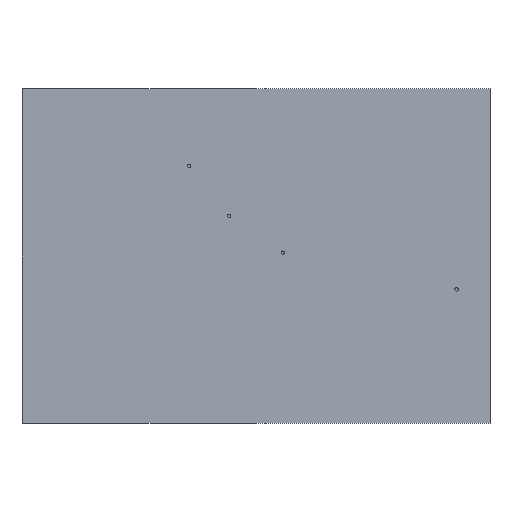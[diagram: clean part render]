
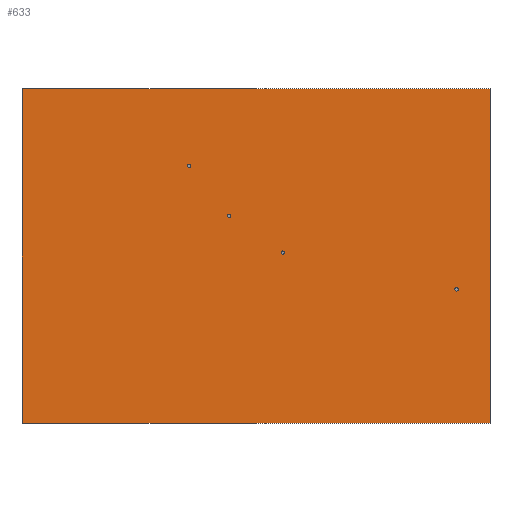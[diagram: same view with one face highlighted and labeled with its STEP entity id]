
A CAD part, front view. The second image highlights one B-rep face of the part: STEP entity #633.
In plain terms, the highlighted planar face has unit normal (0, -1, 0).
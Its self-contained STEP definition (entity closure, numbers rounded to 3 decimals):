
#47=FACE_BOUND('',#106,.T.);
#48=FACE_BOUND('',#107,.T.);
#49=FACE_BOUND('',#108,.T.);
#50=FACE_BOUND('',#109,.T.);
#55=PLANE('',#747);
#69=FACE_OUTER_BOUND('',#105,.T.);
#105=EDGE_LOOP('',(#439,#440,#441,#442));
#106=EDGE_LOOP('',(#443));
#107=EDGE_LOOP('',(#444));
#108=EDGE_LOOP('',(#445));
#109=EDGE_LOOP('',(#446));
#149=LINE('',#1094,#187);
#150=LINE('',#1096,#188);
#151=LINE('',#1098,#189);
#152=LINE('',#1099,#190);
#187=VECTOR('',#865,10.);
#188=VECTOR('',#866,10.);
#189=VECTOR('',#867,10.);
#190=VECTOR('',#868,10.);
#221=CIRCLE('',#736,2.5);
#223=CIRCLE('',#739,2.5);
#225=CIRCLE('',#742,2.5);
#227=CIRCLE('',#745,2.5);
#273=VERTEX_POINT('',#1068);
#275=VERTEX_POINT('',#1074);
#277=VERTEX_POINT('',#1080);
#279=VERTEX_POINT('',#1086);
#281=VERTEX_POINT('',#1092);
#282=VERTEX_POINT('',#1093);
#283=VERTEX_POINT('',#1095);
#284=VERTEX_POINT('',#1097);
#333=EDGE_CURVE('',#273,#273,#221,.T.);
#336=EDGE_CURVE('',#275,#275,#223,.T.);
#339=EDGE_CURVE('',#277,#277,#225,.T.);
#342=EDGE_CURVE('',#279,#279,#227,.T.);
#345=EDGE_CURVE('',#281,#282,#149,.T.);
#346=EDGE_CURVE('',#282,#283,#150,.T.);
#347=EDGE_CURVE('',#283,#284,#151,.T.);
#348=EDGE_CURVE('',#284,#281,#152,.T.);
#439=ORIENTED_EDGE('',*,*,#345,.T.);
#440=ORIENTED_EDGE('',*,*,#346,.T.);
#441=ORIENTED_EDGE('',*,*,#347,.T.);
#442=ORIENTED_EDGE('',*,*,#348,.T.);
#443=ORIENTED_EDGE('',*,*,#333,.T.);
#444=ORIENTED_EDGE('',*,*,#336,.T.);
#445=ORIENTED_EDGE('',*,*,#339,.T.);
#446=ORIENTED_EDGE('',*,*,#342,.T.);
#633=ADVANCED_FACE('',(#69,#47,#48,#49,#50),#55,.T.);
#736=AXIS2_PLACEMENT_3D('',#1069,#837,#838);
#739=AXIS2_PLACEMENT_3D('',#1075,#844,#845);
#742=AXIS2_PLACEMENT_3D('',#1081,#851,#852);
#745=AXIS2_PLACEMENT_3D('',#1087,#858,#859);
#747=AXIS2_PLACEMENT_3D('',#1091,#863,#864);
#837=DIRECTION('center_axis',(0.,1.,0.));
#838=DIRECTION('ref_axis',(-1.,0.,0.));
#844=DIRECTION('center_axis',(0.,1.,0.));
#845=DIRECTION('ref_axis',(-1.,0.,0.));
#851=DIRECTION('center_axis',(0.,1.,0.));
#852=DIRECTION('ref_axis',(-1.,0.,0.));
#858=DIRECTION('center_axis',(0.,1.,0.));
#859=DIRECTION('ref_axis',(-1.,0.,0.));
#863=DIRECTION('center_axis',(0.,-1.,0.));
#864=DIRECTION('ref_axis',(0.,0.,-1.));
#865=DIRECTION('',(-1.,0.,0.));
#866=DIRECTION('',(0.,0.,-1.));
#867=DIRECTION('',(1.,0.,0.));
#868=DIRECTION('',(0.,0.,1.));
#1068=CARTESIAN_POINT('',(302.5,-2.5,-50.));
#1069=CARTESIAN_POINT('Origin',(300.,-2.5,-50.));
#1074=CARTESIAN_POINT('',(42.5,-2.5,5.));
#1075=CARTESIAN_POINT('Origin',(40.,-2.5,5.));
#1080=CARTESIAN_POINT('',(-37.5,-2.5,60.));
#1081=CARTESIAN_POINT('Origin',(-40.,-2.5,60.));
#1086=CARTESIAN_POINT('',(-97.5,-2.5,135.));
#1087=CARTESIAN_POINT('Origin',(-100.,-2.5,135.));
#1091=CARTESIAN_POINT('Origin',(0.,-2.5,0.));
#1092=CARTESIAN_POINT('',(350.,-2.5,250.));
#1093=CARTESIAN_POINT('',(-350.,-2.5,250.));
#1094=CARTESIAN_POINT('',(350.,-2.5,250.));
#1095=CARTESIAN_POINT('',(-350.,-2.5,-250.));
#1096=CARTESIAN_POINT('',(-350.,-2.5,250.));
#1097=CARTESIAN_POINT('',(350.,-2.5,-250.));
#1098=CARTESIAN_POINT('',(-350.,-2.5,-250.));
#1099=CARTESIAN_POINT('',(350.,-2.5,-250.));
